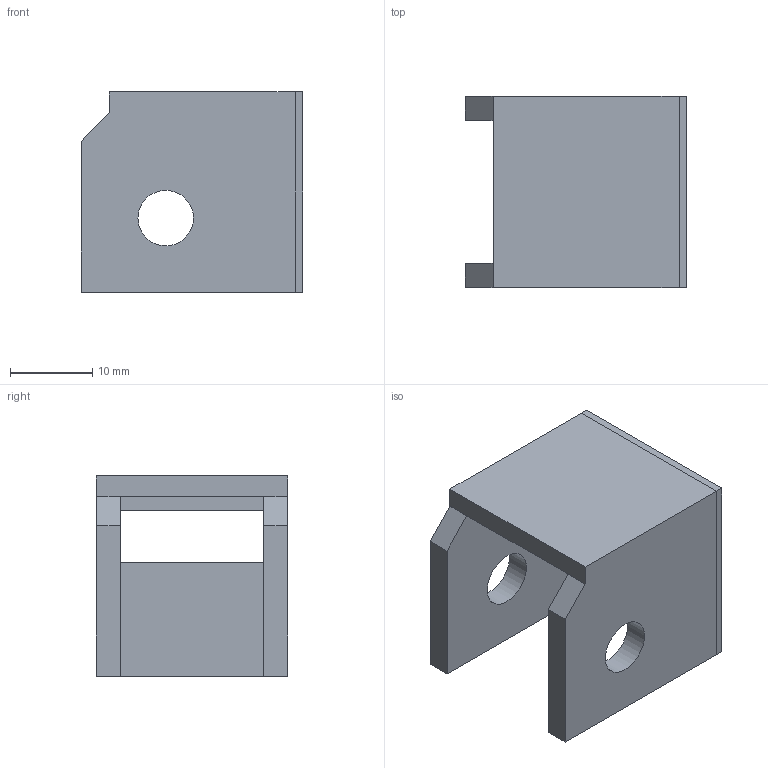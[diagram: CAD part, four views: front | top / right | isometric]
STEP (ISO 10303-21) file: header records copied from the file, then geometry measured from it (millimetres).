
FILE_DESCRIPTION(/* description */ (''),/* implementation_level */ '2;1');
FILE_NAME(/* name */ 'Triple-Bearing Pulley Mount.step',/* time_stamp */ '2023-09-19T19:26:41-04:00',/* author */ (''),/* organization */ (''),/* preprocessor_version */ 'ST-DEVELOPER v20',/* originating_system */ 'Autodesk Translation Framework v12.9.0.99',/* authorisation */ '');
FILE_SCHEMA (('AUTOMOTIVE_DESIGN { 1 0 10303 214 3 1 1 }'));
Length unit declared in the file: inch
Products named in the file (1): Triple-Bearing Pulley Mount
Bounding box: 26.99 x 23.24 x 24.36 mm (x, y, z)
Volume: 5155.3 mm3; surface area: 5386.3 mm2
Topology: 2 solids, 2 shells, 31 faces, 82 edges, 54 vertices
Faces by surface type: plane 29, cylinder 2
Full cylindrical faces by diameter (mm): 6.756 x2
Entity records: 994 total; most frequent: CARTESIAN_POINT 168, ORIENTED_EDGE 164, DIRECTION 150, EDGE_CURVE 82, LINE 78, VECTOR 78, VERTEX_POINT 54, EDGE_LOOP 38
